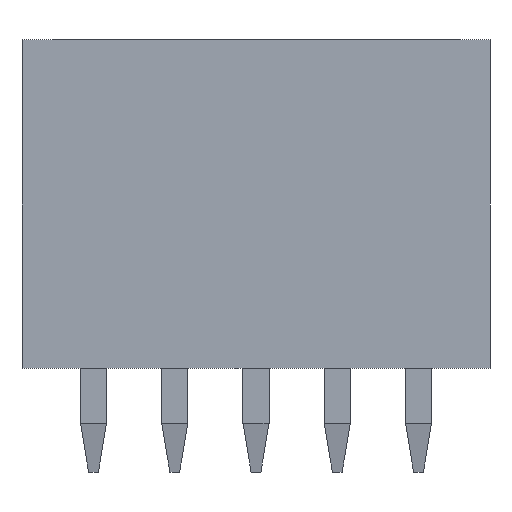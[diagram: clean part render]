
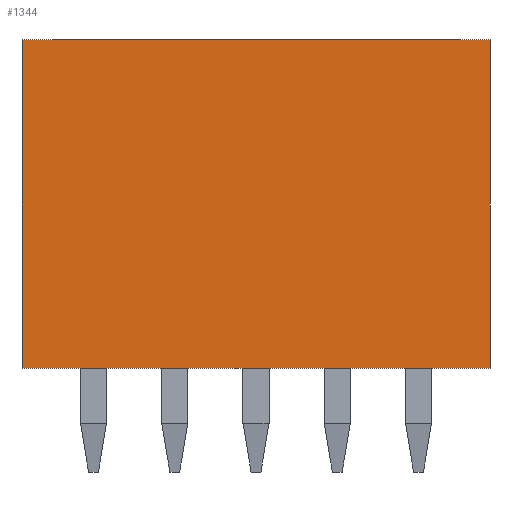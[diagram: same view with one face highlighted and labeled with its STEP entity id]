
A CAD part, front view. The second image highlights one B-rep face of the part: STEP entity #1344.
In plain terms, the highlighted planar face has unit normal (0, -1, 0).
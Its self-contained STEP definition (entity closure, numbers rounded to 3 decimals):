
#1317=AXIS2_PLACEMENT_3D('Plane Axis2P3D',#1314,#1315,#1316) ;
#122=CARTESIAN_POINT('Vertex',(0.,0.,3.2)) ;
#136=CARTESIAN_POINT('Vertex',(14.4,0.,3.2)) ;
#139=CARTESIAN_POINT('Line Origine',(7.2,0.,3.2)) ;
#1314=CARTESIAN_POINT('Axis2P3D Location',(0.95,0.,6.7)) ;
#1319=CARTESIAN_POINT('Line Origine',(0.,0.,8.25)) ;
#1323=CARTESIAN_POINT('Vertex',(0.,0.,13.3)) ;
#1326=CARTESIAN_POINT('Line Origine',(14.4,0.,8.25)) ;
#1330=CARTESIAN_POINT('Vertex',(14.4,0.,13.3)) ;
#1333=CARTESIAN_POINT('Line Origine',(7.2,0.,13.3)) ;
#140=DIRECTION('Vector Direction',(-1.,0.,0.)) ;
#1315=DIRECTION('Axis2P3D Direction',(0.,-1.,-0.)) ;
#1316=DIRECTION('Axis2P3D XDirection',(0.,0.,-1.)) ;
#1320=DIRECTION('Vector Direction',(0.,0.,1.)) ;
#1327=DIRECTION('Vector Direction',(0.,0.,1.)) ;
#1334=DIRECTION('Vector Direction',(-1.,0.,0.)) ;
#141=VECTOR('Line Direction',#140,1.) ;
#1321=VECTOR('Line Direction',#1320,1.) ;
#1328=VECTOR('Line Direction',#1327,1.) ;
#1335=VECTOR('Line Direction',#1334,1.) ;
#1339=ORIENTED_EDGE('',*,*,#1325,.F.) ;
#1340=ORIENTED_EDGE('',*,*,#143,.F.) ;
#1341=ORIENTED_EDGE('',*,*,#1332,.T.) ;
#1342=ORIENTED_EDGE('',*,*,#1337,.T.) ;
#1344=ADVANCED_FACE('BREP_WITH_VOIDS #4941',(#1343),#1318,.T.) ;
#143=EDGE_CURVE('',#137,#123,#142,.T.) ;
#1325=EDGE_CURVE('',#123,#1324,#1322,.T.) ;
#1332=EDGE_CURVE('',#137,#1331,#1329,.T.) ;
#1337=EDGE_CURVE('',#1331,#1324,#1336,.T.) ;
#1338=EDGE_LOOP('',(#1339,#1340,#1341,#1342)) ;
#1343=FACE_OUTER_BOUND('',#1338,.T.) ;
#142=LINE('Line',#139,#141) ;
#1322=LINE('Line',#1319,#1321) ;
#1329=LINE('Line',#1326,#1328) ;
#1336=LINE('Line',#1333,#1335) ;
#1318=PLANE('',#1317) ;
#123=VERTEX_POINT('',#122) ;
#137=VERTEX_POINT('',#136) ;
#1324=VERTEX_POINT('',#1323) ;
#1331=VERTEX_POINT('',#1330) ;
